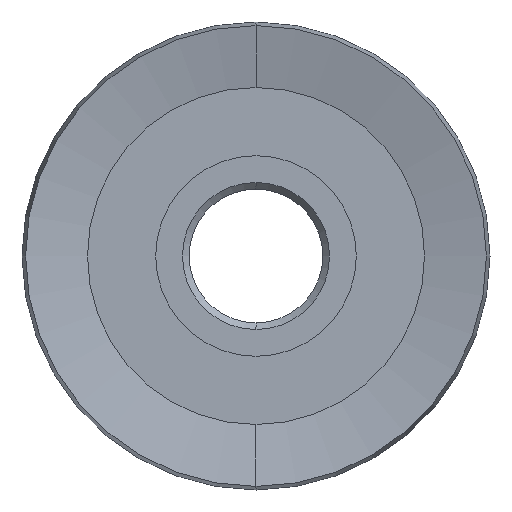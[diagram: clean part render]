
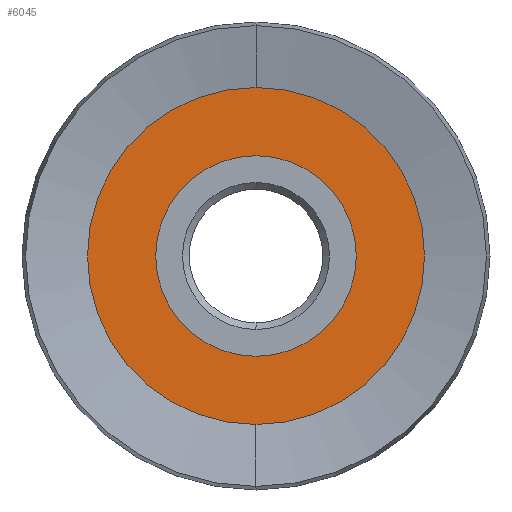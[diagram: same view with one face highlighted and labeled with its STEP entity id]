
A CAD part, left-side view. The second image highlights one B-rep face of the part: STEP entity #6045.
In plain terms, the highlighted planar face has unit normal (-1, 0, 0).
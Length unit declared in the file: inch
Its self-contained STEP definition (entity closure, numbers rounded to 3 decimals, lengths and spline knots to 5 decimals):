
#25 = CARTESIAN_POINT ( 'NONE',  ( 0.0325, 0., 0. ) ) ;
#389 = DIRECTION ( 'NONE',  ( 0., 0., 1. ) ) ;
#499 = DIRECTION ( 'NONE',  ( 0., 0., 1. ) ) ;
#546 = AXIS2_PLACEMENT_3D ( 'NONE', #25, #3538, #499 ) ;
#1082 = DIRECTION ( 'NONE',  ( -1., 0., 0. ) ) ;
#1223 = EDGE_CURVE ( 'NONE', #3977, #2317, #5582, .T. ) ;
#1449 = VERTEX_POINT ( 'NONE', #2832 ) ;
#1533 = CIRCLE ( 'NONE', #6199, 0.31508 ) ;
#1702 = ORIENTED_EDGE ( 'NONE', *, *, #1223, .F. ) ;
#1761 = ORIENTED_EDGE ( 'NONE', *, *, #2106, .T. ) ;
#1914 = DIRECTION ( 'NONE',  ( -1., 0., 0. ) ) ;
#2106 = EDGE_CURVE ( 'NONE', #6443, #1449, #2750, .T. ) ;
#2314 = FACE_BOUND ( 'NONE', #4175, .T. ) ;
#2317 = VERTEX_POINT ( 'NONE', #5972 ) ;
#2329 = DIRECTION ( 'NONE',  ( -1., 0., 0. ) ) ;
#2461 = FACE_OUTER_BOUND ( 'NONE', #5394, .T. ) ;
#2750 = CIRCLE ( 'NONE', #546, 0.31508 ) ;
#2832 = CARTESIAN_POINT ( 'NONE',  ( 0.0325, 0., 0.31508 ) ) ;
#3322 = CARTESIAN_POINT ( 'NONE',  ( 0.0325, 0., -0.31508 ) ) ;
#3421 = DIRECTION ( 'NONE',  ( -1., 0., 0. ) ) ;
#3538 = DIRECTION ( 'NONE',  ( -1., 0., 0. ) ) ;
#3670 = ORIENTED_EDGE ( 'NONE', *, *, #4681, .T. ) ;
#3713 = AXIS2_PLACEMENT_3D ( 'NONE', #5611, #1082, #4655 ) ;
#3977 = VERTEX_POINT ( 'NONE', #5828 ) ;
#4077 = AXIS2_PLACEMENT_3D ( 'NONE', #5361, #2329, #5860 ) ;
#4175 = EDGE_LOOP ( 'NONE', ( #5528, #1702 ) ) ;
#4636 = EDGE_CURVE ( 'NONE', #2317, #3977, #5716, .T. ) ;
#4655 = DIRECTION ( 'NONE',  ( 0., 0., 1. ) ) ;
#4681 = EDGE_CURVE ( 'NONE', #1449, #6443, #1533, .T. ) ;
#4934 = CARTESIAN_POINT ( 'NONE',  ( 0.0325, 0., 0. ) ) ;
#5216 = AXIS2_PLACEMENT_3D ( 'NONE', #6387, #3421, #389 ) ;
#5361 = CARTESIAN_POINT ( 'NONE',  ( 0.0325, 0., 0. ) ) ;
#5394 = EDGE_LOOP ( 'NONE', ( #3670, #1761 ) ) ;
#5441 = DIRECTION ( 'NONE',  ( 0., 0., 1. ) ) ;
#5528 = ORIENTED_EDGE ( 'NONE', *, *, #4636, .F. ) ;
#5582 = CIRCLE ( 'NONE', #4077, 0.1875 ) ;
#5611 = CARTESIAN_POINT ( 'NONE',  ( 0.0325, 0., 0. ) ) ;
#5716 = CIRCLE ( 'NONE', #5216, 0.1875 ) ;
#5828 = CARTESIAN_POINT ( 'NONE',  ( 0.0325, 0., 0.1875 ) ) ;
#5860 = DIRECTION ( 'NONE',  ( 0., 0., 1. ) ) ;
#5972 = CARTESIAN_POINT ( 'NONE',  ( 0.0325, 0., -0.1875 ) ) ;
#6045 = ADVANCED_FACE ( 'NONE', ( #2314, #2461 ), #6101, .T. ) ;
#6101 = PLANE ( 'NONE',  #3713 ) ;
#6199 = AXIS2_PLACEMENT_3D ( 'NONE', #4934, #1914, #5441 ) ;
#6387 = CARTESIAN_POINT ( 'NONE',  ( 0.0325, 0., 0. ) ) ;
#6443 = VERTEX_POINT ( 'NONE', #3322 ) ;
